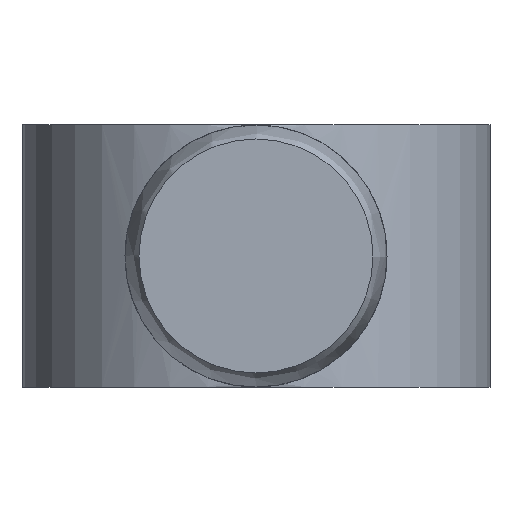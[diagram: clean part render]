
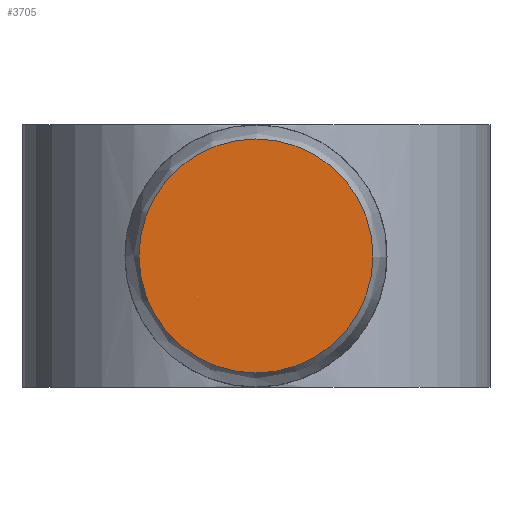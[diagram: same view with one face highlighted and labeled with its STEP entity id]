
A CAD part, left-side view. The second image highlights one B-rep face of the part: STEP entity #3705.
In plain terms, the highlighted planar face has unit normal (-1, 0, 0).
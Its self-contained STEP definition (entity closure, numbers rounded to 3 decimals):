
#28=CIRCLE($,#3828,6.25);
#583=FACE_OUTER_BOUND($,#819,.T.);
#819=EDGE_LOOP($,(#3343));
#1791=VERTEX_POINT($,#7090);
#2315=EDGE_CURVE($,#1791,#1791,#28,.T.);
#3343=ORIENTED_EDGE($,*,*,#2315,.F.);
#3495=PLANE($,#3836);
#3705=ADVANCED_FACE($,(#583),#3495,.F.);
#3828=AXIS2_PLACEMENT_3D($,#7091,#4343,#4344);
#3836=AXIS2_PLACEMENT_3D($,#7173,#4359,#4360);
#4343=DIRECTION('center_axis',(1.,0.,0.));
#4344=DIRECTION('ref_axis',(0.,0.,-1.));
#4359=DIRECTION('center_axis',(1.,0.,0.));
#4360=DIRECTION('ref_axis',(0.,0.,-1.));
#7090=CARTESIAN_POINT('',(-85.,0.,6.25));
#7091=CARTESIAN_POINT('Origin',(-85.,0.,0.));
#7173=CARTESIAN_POINT('Origin',(-85.,0.,0.));
